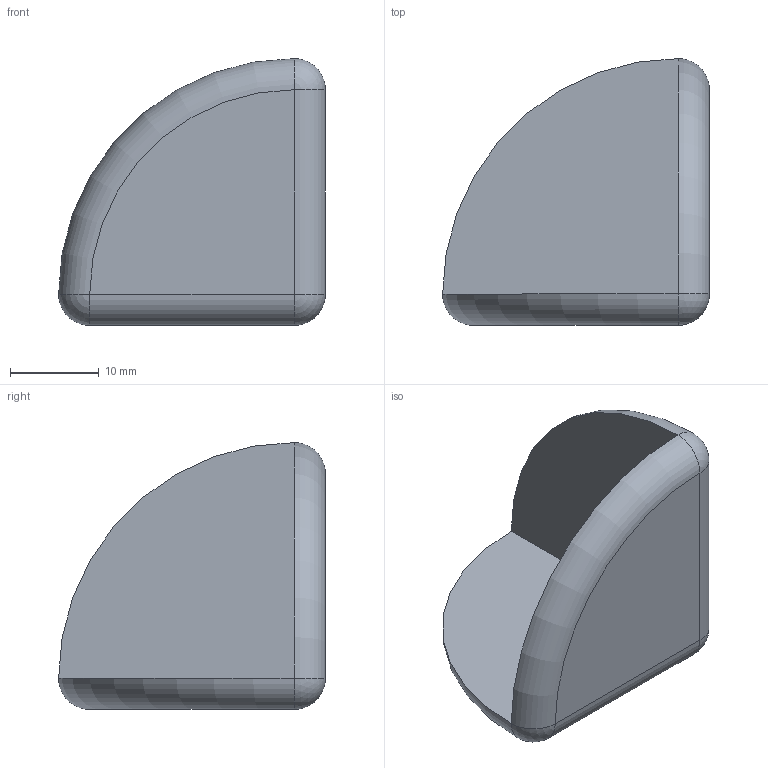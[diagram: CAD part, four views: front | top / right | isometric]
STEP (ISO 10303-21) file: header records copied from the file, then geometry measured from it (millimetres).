
FILE_DESCRIPTION (( 'STEP AP203' ), '1' );
FILE_NAME ('C-30-CB-30-30.STEP', '2017-12-26T04:36:25', ( '' ), ( '' ), 'SwSTEP 2.0', 'SolidWorks 2014', '' );
FILE_SCHEMA (( 'CONFIG_CONTROL_DESIGN' ));
Length unit declared in the file: millimetre
Products named in the file (1): C-30-CB-30-30
Bounding box: 30 x 30 x 30 mm (x, y, z)
Volume: 6226.3 mm3; surface area: 4011 mm2
Topology: 1 solids, 1 shells, 16 faces, 31 edges, 13 vertices
Faces by surface type: plane 6, sphere 4, cylinder 3, torus 3
Entity records: 446 total; most frequent: DIRECTION 79, CARTESIAN_POINT 57, ORIENTED_EDGE 54, AXIS2_PLACEMENT_3D 35, EDGE_CURVE 27, CIRCLE 18, ADVANCED_FACE 16, EDGE_LOOP 16
